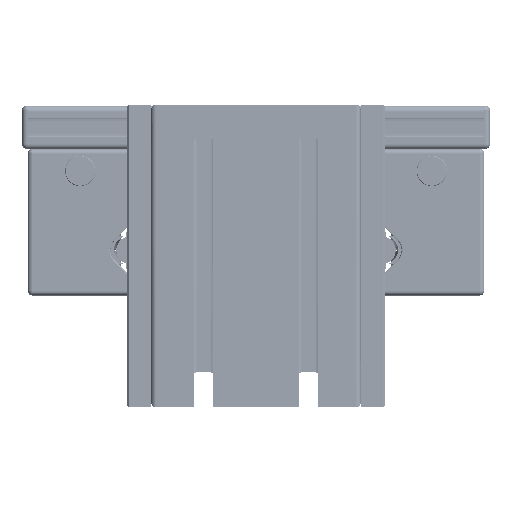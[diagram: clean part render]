
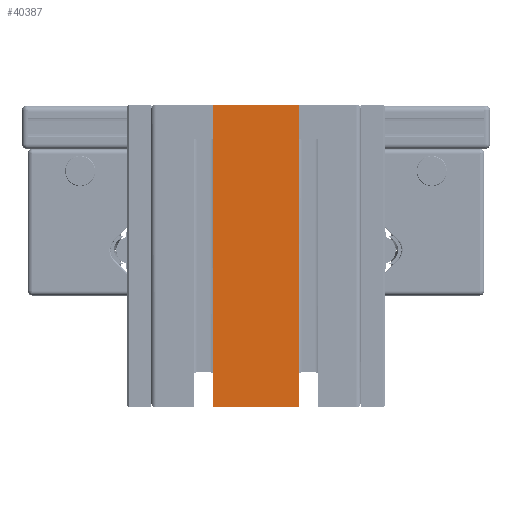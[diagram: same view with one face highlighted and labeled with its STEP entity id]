
A CAD part, front view. The second image highlights one B-rep face of the part: STEP entity #40387.
In plain terms, the highlighted face is planar.
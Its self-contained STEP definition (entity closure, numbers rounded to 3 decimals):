
#7152=FACE_OUTER_BOUND($,#9713,.T.);
#9713=EDGE_LOOP($,(#34427,#34428,#34429,#34430));
#12860=LINE($,#70259,#16160);
#12874=LINE($,#70296,#16174);
#12919=LINE($,#70408,#16219);
#12921=LINE($,#70411,#16221);
#16160=VECTOR($,#54182,36.8);
#16174=VECTOR($,#54206,36.8);
#16219=VECTOR($,#54291,130.);
#16221=VECTOR($,#54295,130.);
#19620=VERTEX_POINT($,#70256);
#19621=VERTEX_POINT($,#70258);
#19638=VERTEX_POINT($,#70293);
#19639=VERTEX_POINT($,#70295);
#24676=EDGE_CURVE($,#19621,#19620,#12860,.T.);
#24694=EDGE_CURVE($,#19638,#19639,#12874,.T.);
#24751=EDGE_CURVE($,#19638,#19621,#12919,.T.);
#24753=EDGE_CURVE($,#19620,#19639,#12921,.T.);
#34427=ORIENTED_EDGE($,*,*,#24751,.T.);
#34428=ORIENTED_EDGE($,*,*,#24676,.T.);
#34429=ORIENTED_EDGE($,*,*,#24753,.T.);
#34430=ORIENTED_EDGE($,*,*,#24694,.F.);
#38518=PLANE($,#44186);
#40387=ADVANCED_FACE($,(#7152),#38518,.T.);
#44186=AXIS2_PLACEMENT_3D($,#70472,#54385,#54386);
#54182=DIRECTION($,(1.,0.,0.));
#54206=DIRECTION($,(1.,0.,0.));
#54291=DIRECTION($,(0.,0.,1.));
#54295=DIRECTION($,(0.,0.,-1.));
#54385=DIRECTION('center_axis',(0.,1.,0.));
#54386=DIRECTION('ref_axis',(0.,0.,1.));
#70256=CARTESIAN_POINT('',(18.4,9.25,130.));
#70258=CARTESIAN_POINT('',(-18.4,9.25,130.));
#70259=CARTESIAN_POINT($,(13.3,9.25,130.));
#70293=CARTESIAN_POINT('',(-18.4,9.25,0.));
#70295=CARTESIAN_POINT('',(18.4,9.25,0.));
#70296=CARTESIAN_POINT($,(13.3,9.25,0.));
#70408=CARTESIAN_POINT($,(-18.4,9.25,0.));
#70411=CARTESIAN_POINT($,(18.4,9.25,0.));
#70472=CARTESIAN_POINT('Origin',(26.6,9.25,0.));
